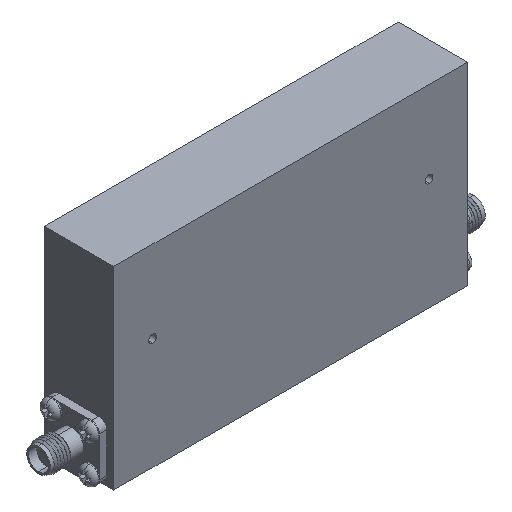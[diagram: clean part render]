
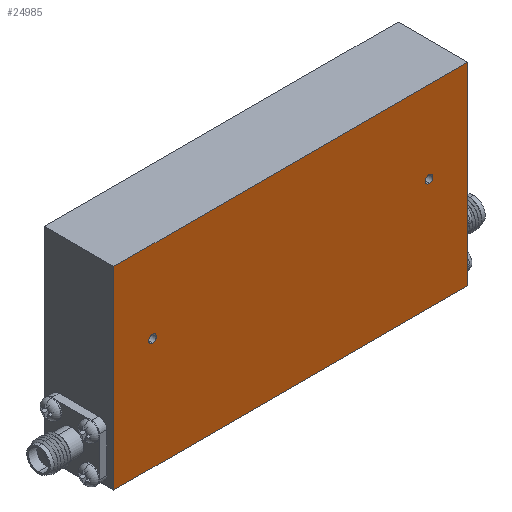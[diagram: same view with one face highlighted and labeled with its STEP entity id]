
A CAD part, isometric view. The second image highlights one B-rep face of the part: STEP entity #24985.
In plain terms, the highlighted planar face has unit normal (0, -1, 0).
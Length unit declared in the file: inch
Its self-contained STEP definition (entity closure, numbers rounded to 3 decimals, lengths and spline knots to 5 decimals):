
#222 = VERTEX_POINT ( 'NONE', #5584 ) ;
#751 = ORIENTED_EDGE ( 'NONE', *, *, #20706, .F. ) ;
#1427 = CIRCLE ( 'NONE', #25516, 0.035 ) ;
#1496 = VERTEX_POINT ( 'NONE', #5278 ) ;
#2740 = DIRECTION ( 'NONE',  ( 0., 0., -1. ) ) ;
#3300 = CARTESIAN_POINT ( 'NONE',  ( 1.6, 0., 0.875 ) ) ;
#3420 = FACE_OUTER_BOUND ( 'NONE', #12221, .T. ) ;
#4178 = EDGE_CURVE ( 'NONE', #222, #21413, #14641, .T. ) ;
#4454 = ORIENTED_EDGE ( 'NONE', *, *, #25379, .F. ) ;
#4465 = CARTESIAN_POINT ( 'NONE',  ( 1.6, 0., -0.875 ) ) ;
#4622 = CARTESIAN_POINT ( 'NONE',  ( -1.25, 0., 0.135 ) ) ;
#4698 = ORIENTED_EDGE ( 'NONE', *, *, #20537, .F. ) ;
#4842 = DIRECTION ( 'NONE',  ( 0., -1., 0. ) ) ;
#5130 = CARTESIAN_POINT ( 'NONE',  ( -1.25, 0., 0.1 ) ) ;
#5256 = EDGE_LOOP ( 'NONE', ( #8211, #8024 ) ) ;
#5278 = CARTESIAN_POINT ( 'NONE',  ( -1.25, 0., 0.17 ) ) ;
#5584 = CARTESIAN_POINT ( 'NONE',  ( -1.6, 0., -0.875 ) ) ;
#6210 = VERTEX_POINT ( 'NONE', #22061 ) ;
#6485 = LINE ( 'NONE', #3300, #7093 ) ;
#6983 = CARTESIAN_POINT ( 'NONE',  ( -1.25, 0., 0.135 ) ) ;
#7093 = VECTOR ( 'NONE', #23466, 39.37008 ) ;
#7214 = EDGE_CURVE ( 'NONE', #1496, #16108, #1427, .T. ) ;
#7495 = LINE ( 'NONE', #22556, #17526 ) ;
#7787 = VECTOR ( 'NONE', #8074, 39.37008 ) ;
#8024 = ORIENTED_EDGE ( 'NONE', *, *, #12724, .F. ) ;
#8074 = DIRECTION ( 'NONE',  ( 1., 0., 0. ) ) ;
#8211 = ORIENTED_EDGE ( 'NONE', *, *, #12458, .F. ) ;
#8288 = DIRECTION ( 'NONE',  ( 0., 0., -1. ) ) ;
#8610 = ORIENTED_EDGE ( 'NONE', *, *, #7214, .F. ) ;
#8783 = AXIS2_PLACEMENT_3D ( 'NONE', #4622, #22531, #24620 ) ;
#9596 = CARTESIAN_POINT ( 'NONE',  ( -1.6, 0., 0.875 ) ) ;
#10106 = AXIS2_PLACEMENT_3D ( 'NONE', #25929, #17815, #19840 ) ;
#10170 = CIRCLE ( 'NONE', #11530, 0.035 ) ;
#10652 = PLANE ( 'NONE',  #24459 ) ;
#10769 = VERTEX_POINT ( 'NONE', #19483 ) ;
#10900 = CIRCLE ( 'NONE', #8783, 0.035 ) ;
#11530 = AXIS2_PLACEMENT_3D ( 'NONE', #16189, #18193, #8288 ) ;
#12221 = EDGE_LOOP ( 'NONE', ( #751, #4454, #16785, #14644 ) ) ;
#12458 = EDGE_CURVE ( 'NONE', #17076, #6210, #13630, .T. ) ;
#12724 = EDGE_CURVE ( 'NONE', #6210, #17076, #10170, .T. ) ;
#13630 = CIRCLE ( 'NONE', #10106, 0.035 ) ;
#13673 = VERTEX_POINT ( 'NONE', #4465 ) ;
#14314 = CARTESIAN_POINT ( 'NONE',  ( 0., 0., 0. ) ) ;
#14641 = LINE ( 'NONE', #9596, #25025 ) ;
#14644 = ORIENTED_EDGE ( 'NONE', *, *, #18435, .F. ) ;
#14698 = FACE_BOUND ( 'NONE', #23826, .T. ) ;
#16108 = VERTEX_POINT ( 'NONE', #5130 ) ;
#16138 = CARTESIAN_POINT ( 'NONE',  ( -1.6, 0., 0.875 ) ) ;
#16189 = CARTESIAN_POINT ( 'NONE',  ( 1.25, 0., 0.135 ) ) ;
#16392 = CARTESIAN_POINT ( 'NONE',  ( -1.6, 0., 0.875 ) ) ;
#16785 = ORIENTED_EDGE ( 'NONE', *, *, #4178, .F. ) ;
#17076 = VERTEX_POINT ( 'NONE', #19829 ) ;
#17526 = VECTOR ( 'NONE', #20249, 39.37008 ) ;
#17815 = DIRECTION ( 'NONE',  ( 0., -1., 0. ) ) ;
#18193 = DIRECTION ( 'NONE',  ( 0., -1., 0. ) ) ;
#18435 = EDGE_CURVE ( 'NONE', #13673, #222, #7495, .T. ) ;
#19060 = LINE ( 'NONE', #16138, #7787 ) ;
#19087 = FACE_BOUND ( 'NONE', #5256, .T. ) ;
#19483 = CARTESIAN_POINT ( 'NONE',  ( 1.6, 0., 0.875 ) ) ;
#19577 = DIRECTION ( 'NONE',  ( 0., 0., 1. ) ) ;
#19829 = CARTESIAN_POINT ( 'NONE',  ( 1.25, 0., 0.1 ) ) ;
#19840 = DIRECTION ( 'NONE',  ( 0., 0., -1. ) ) ;
#20249 = DIRECTION ( 'NONE',  ( -1., 0., 0. ) ) ;
#20537 = EDGE_CURVE ( 'NONE', #16108, #1496, #10900, .T. ) ;
#20706 = EDGE_CURVE ( 'NONE', #10769, #13673, #6485, .T. ) ;
#21016 = DIRECTION ( 'NONE',  ( 0., -1., 0. ) ) ;
#21413 = VERTEX_POINT ( 'NONE', #16392 ) ;
#22061 = CARTESIAN_POINT ( 'NONE',  ( 1.25, 0., 0.17 ) ) ;
#22531 = DIRECTION ( 'NONE',  ( 0., -1., 0. ) ) ;
#22556 = CARTESIAN_POINT ( 'NONE',  ( -1.6, 0., -0.875 ) ) ;
#22873 = DIRECTION ( 'NONE',  ( 0., 0., -1. ) ) ;
#23466 = DIRECTION ( 'NONE',  ( 0., 0., -1. ) ) ;
#23826 = EDGE_LOOP ( 'NONE', ( #4698, #8610 ) ) ;
#24459 = AXIS2_PLACEMENT_3D ( 'NONE', #14314, #4842, #2740 ) ;
#24620 = DIRECTION ( 'NONE',  ( 0., 0., -1. ) ) ;
#24985 = ADVANCED_FACE ( 'NONE', ( #14698, #19087, #3420 ), #10652, .T. ) ;
#25025 = VECTOR ( 'NONE', #19577, 39.37008 ) ;
#25379 = EDGE_CURVE ( 'NONE', #21413, #10769, #19060, .T. ) ;
#25516 = AXIS2_PLACEMENT_3D ( 'NONE', #6983, #21016, #22873 ) ;
#25929 = CARTESIAN_POINT ( 'NONE',  ( 1.25, 0., 0.135 ) ) ;
